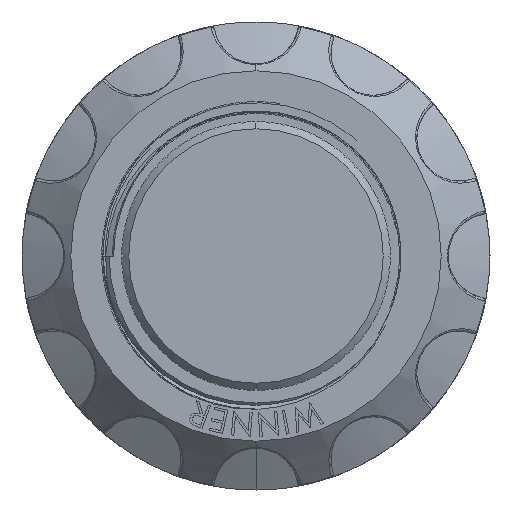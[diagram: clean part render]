
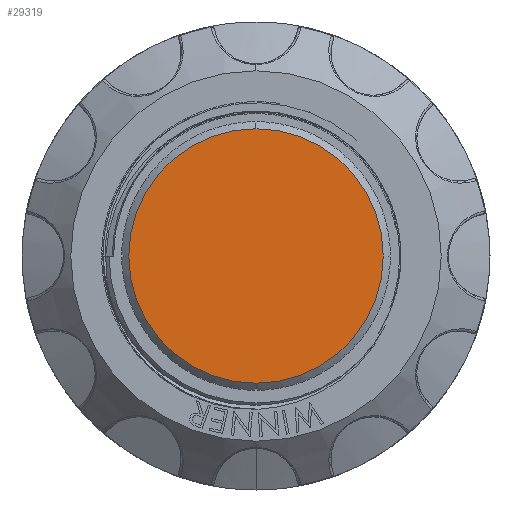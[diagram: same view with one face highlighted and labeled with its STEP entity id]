
A CAD part, left-side view. The second image highlights one B-rep face of the part: STEP entity #29319.
In plain terms, the highlighted planar face has unit normal (-1, 0, 0).
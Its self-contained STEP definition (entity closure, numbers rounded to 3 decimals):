
#1440 = CARTESIAN_POINT ( 'NONE',  ( -100.7, 0., 0. ) ) ;
#5697 = CARTESIAN_POINT ( 'NONE',  ( -100.7, 0., 0. ) ) ;
#9484 = CARTESIAN_POINT ( 'NONE',  ( -100.7, 0., 0. ) ) ;
#10701 = EDGE_CURVE ( 'NONE', #18966, #24390, #23015, .T. ) ;
#10771 = DIRECTION ( 'NONE',  ( 0., 0., -1. ) ) ;
#12458 = EDGE_LOOP ( 'NONE', ( #14434, #16241 ) ) ;
#13105 = CIRCLE ( 'NONE', #22767, 9. ) ;
#14325 = CARTESIAN_POINT ( 'NONE',  ( -100.7, 0., -9. ) ) ;
#14434 = ORIENTED_EDGE ( 'NONE', *, *, #10701, .T. ) ;
#14740 = DIRECTION ( 'NONE',  ( 0., 0., -1. ) ) ;
#16156 = AXIS2_PLACEMENT_3D ( 'NONE', #1440, #27856, #14740 ) ;
#16241 = ORIENTED_EDGE ( 'NONE', *, *, #26750, .T. ) ;
#18966 = VERTEX_POINT ( 'NONE', #14325 ) ;
#22767 = AXIS2_PLACEMENT_3D ( 'NONE', #9484, #30349, #33020 ) ;
#23015 = CIRCLE ( 'NONE', #16156, 9. ) ;
#24257 = DIRECTION ( 'NONE',  ( 1., 0., 0. ) ) ;
#24390 = VERTEX_POINT ( 'NONE', #30802 ) ;
#26750 = EDGE_CURVE ( 'NONE', #24390, #18966, #13105, .T. ) ;
#27856 = DIRECTION ( 'NONE',  ( -1., 0., 0. ) ) ;
#27980 = FACE_OUTER_BOUND ( 'NONE', #12458, .T. ) ;
#28316 = AXIS2_PLACEMENT_3D ( 'NONE', #5697, #24257, #10771 ) ;
#29319 = ADVANCED_FACE ( 'NONE', ( #27980 ), #29800, .F. ) ;
#29800 = PLANE ( 'NONE',  #28316 ) ;
#30349 = DIRECTION ( 'NONE',  ( -1., 0., 0. ) ) ;
#30802 = CARTESIAN_POINT ( 'NONE',  ( -100.7, 0., 9. ) ) ;
#33020 = DIRECTION ( 'NONE',  ( 0., 0., -1. ) ) ;
